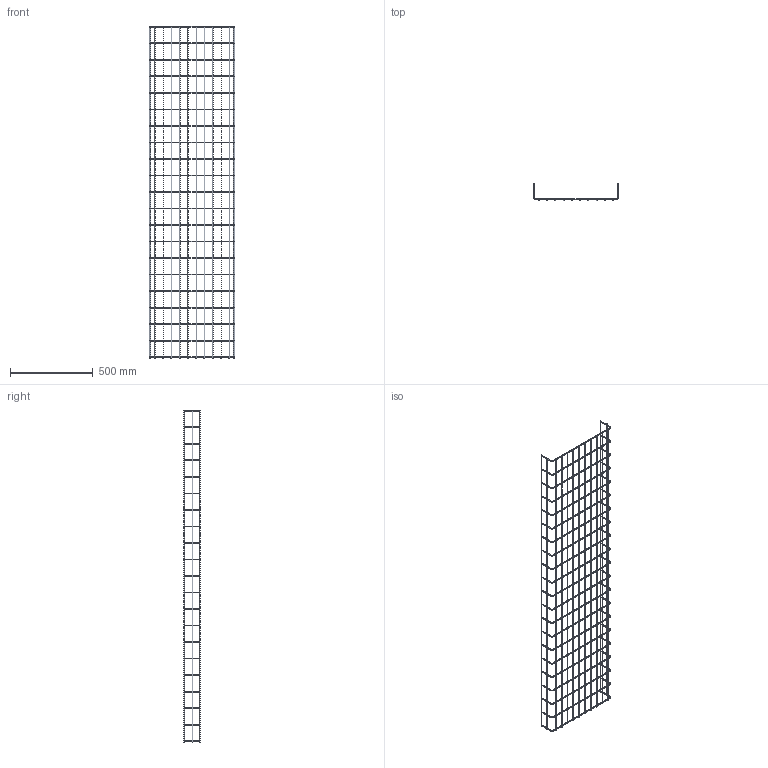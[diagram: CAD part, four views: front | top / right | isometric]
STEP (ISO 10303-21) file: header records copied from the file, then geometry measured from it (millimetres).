
FILE_DESCRIPTION (( 'STEP AP203' ), '1' );
FILE_NAME ('NE-30-100-500-2-48-EZ NESTA Ëîòîê ïðîâîëî÷íûé 100õ500õ2000-4,8 EZ IEK.STEP', '2022-11-11T11:29:00', ( '' ), ( '' ), 'SwSTEP 2.0', 'SolidWorks 2022', '' );
FILE_SCHEMA (( 'CONFIG_CONTROL_DESIGN' ));
Length unit declared in the file: millimetre
Products named in the file (1): NE-30-100-500-2-48-EZ NESTA Лоток проволочный 100х500х2000-4,8 EZ IEK
Bounding box: 517.37 x 99.98 x 2009.8 mm (x, y, z)
Volume: 766164.3 mm3; surface area: 639736.9 mm2
Topology: 35 solids, 35 shells, 504 faces, 966 edges, 532 vertices
Faces by surface type: cylinder 266, torus 168, plane 70
Full cylindrical faces by diameter (mm): 4.8 x14
Entity records: 12641 total; most frequent: DIRECTION 2662, CARTESIAN_POINT 1989, ORIENTED_EDGE 1904, AXIS2_PLACEMENT_3D 1205, EDGE_CURVE 952, CIRCLE 700, VERTEX_POINT 532, FACE_OUTER_BOUND 518
